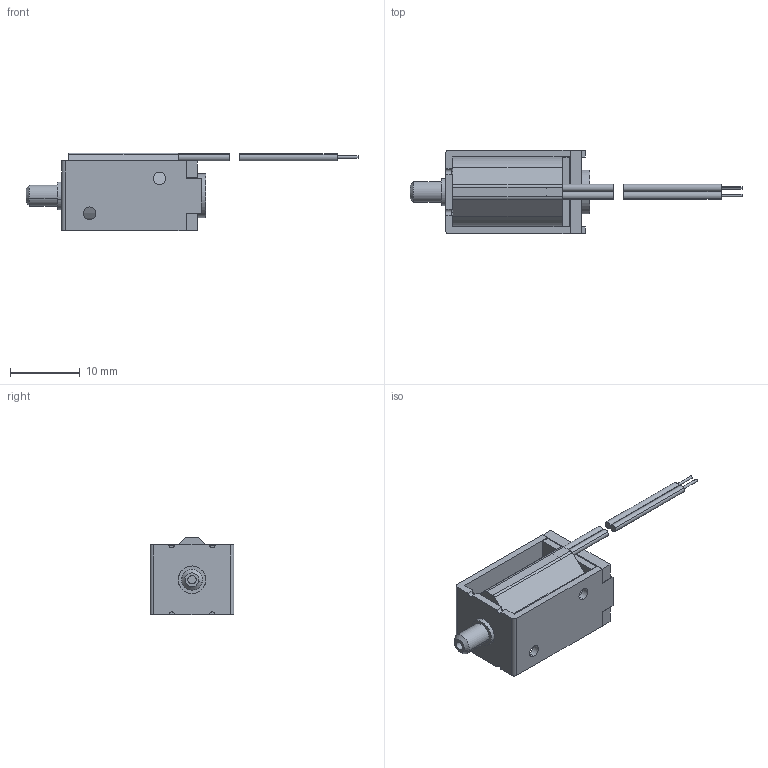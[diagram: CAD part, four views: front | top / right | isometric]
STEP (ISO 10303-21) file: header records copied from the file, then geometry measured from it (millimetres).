
FILE_DESCRIPTION (( 'STEP AP203' ), '1' );
FILE_NAME ('KSV05A.STEP', '2018-03-29T07:25:48', ( 'user' ), ( 'Microsoft' ), 'SwSTEP 2.0', 'SolidWorks 2017', '' );
FILE_SCHEMA (( 'CONFIG_CONTROL_DESIGN' ));
Length unit declared in the file: millimetre
Products named in the file (8): 風嘴 SV05APL2-13(030330020024); 骨架 SV05AB-1 (030100090036); 鐵片 SV05AFM2; ､ﾞ?; 線包1; 外框 SV05AFM1-1(030310010041); KSV05A; 內芯 SV05APL1 (030330010047)
Assembly tree (8 placements, depth 2):
  KSV05A
    外框 SV05AFM1-1(030310010041)
    內芯 SV05APL1 (030330010047)
    風嘴 SV05APL2-13(030330020024)
    骨架 SV05AB-1 (030100090036)
    鐵片 SV05AFM2
    ､ﾞ?  x2
    線包1
Bounding box: 47.5 x 12 x 11.09 mm (x, y, z)
Volume: 3266.7 mm3; surface area: 3177.5 mm2
Topology: 10 solids, 10 shells, 140 faces, 346 edges, 230 vertices
Faces by surface type: plane 72, cylinder 60, torus 6, cone 2
Entity records: 4852 total; most frequent: DIRECTION 742, CARTESIAN_POINT 686, ORIENTED_EDGE 656, EDGE_CURVE 328, AXIS2_PLACEMENT_3D 274, VERTEX_POINT 218, VECTOR 194, LINE 194
